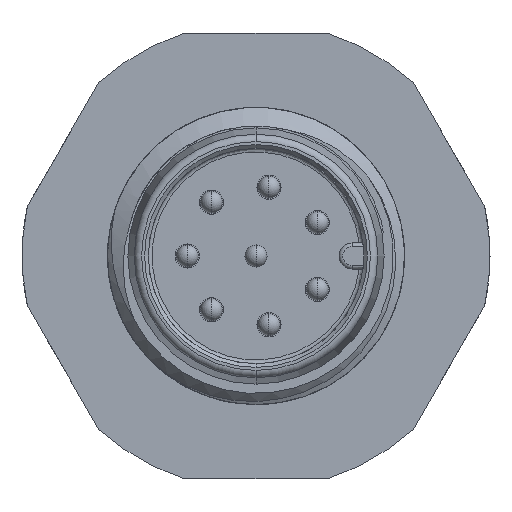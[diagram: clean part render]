
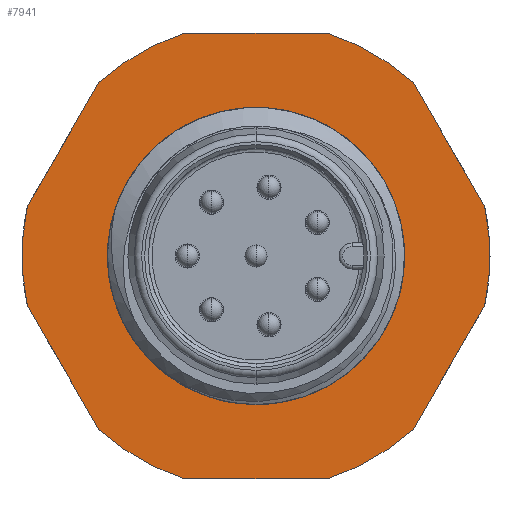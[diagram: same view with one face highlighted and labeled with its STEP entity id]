
A CAD part, left-side view. The second image highlights one B-rep face of the part: STEP entity #7941.
In plain terms, the highlighted planar face has unit normal (-1, 0, 0).
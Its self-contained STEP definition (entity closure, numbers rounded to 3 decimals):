
#4211=CARTESIAN_POINT('',(6.5,0.,0.));
#4212=DIRECTION('',(-1.,0.,0.));
#4213=DIRECTION('',(0.,0.,-1.));
#4214=AXIS2_PLACEMENT_3D('',#4211,#4212,#4213);
#4374=CARTESIAN_POINT('',(6.5,0.,0.));
#4375=DIRECTION('',(-1.,0.,0.));
#4376=DIRECTION('',(0.,-0.977,-0.212));
#4377=AXIS2_PLACEMENT_3D('',#4374,#4375,#4376);
#4379=DIRECTION('',(0.,-0.5,0.866));
#4380=VECTOR('',#4379,3.842);
#4381=CARTESIAN_POINT('',(6.5,-4.236,-4.664));
#4382=LINE('',#4381,#4380);
#4383=CARTESIAN_POINT('',(6.5,0.,0.));
#4384=DIRECTION('',(-1.,0.,0.));
#4385=DIRECTION('',(0.,-0.305,-0.952));
#4386=AXIS2_PLACEMENT_3D('',#4383,#4384,#4385);
#4388=DIRECTION('',(0.,-1.,0.));
#4389=VECTOR('',#4388,3.842);
#4390=CARTESIAN_POINT('',(6.5,1.921,-6.));
#4391=LINE('',#4390,#4389);
#4392=CARTESIAN_POINT('',(6.5,0.,0.));
#4393=DIRECTION('',(-1.,0.,0.));
#4394=DIRECTION('',(0.,0.672,-0.74));
#4395=AXIS2_PLACEMENT_3D('',#4392,#4393,#4394);
#4397=DIRECTION('',(0.,-0.5,-0.866));
#4398=VECTOR('',#4397,3.842);
#4399=CARTESIAN_POINT('',(6.5,6.157,-1.336));
#4400=LINE('',#4399,#4398);
#4401=CARTESIAN_POINT('',(6.5,0.,0.));
#4402=DIRECTION('',(-1.,0.,0.));
#4403=DIRECTION('',(0.,0.977,0.212));
#4404=AXIS2_PLACEMENT_3D('',#4401,#4402,#4403);
#4406=DIRECTION('',(0.,0.5,-0.866));
#4407=VECTOR('',#4406,3.842);
#4408=CARTESIAN_POINT('',(6.5,4.236,4.664));
#4409=LINE('',#4408,#4407);
#4410=CARTESIAN_POINT('',(6.5,0.,0.));
#4411=DIRECTION('',(-1.,0.,0.));
#4412=DIRECTION('',(0.,0.305,0.952));
#4413=AXIS2_PLACEMENT_3D('',#4410,#4411,#4412);
#4415=DIRECTION('',(0.,1.,0.));
#4416=VECTOR('',#4415,3.842);
#4417=CARTESIAN_POINT('',(6.5,-1.921,6.));
#4418=LINE('',#4417,#4416);
#4419=CARTESIAN_POINT('',(6.5,0.,0.));
#4420=DIRECTION('',(-1.,0.,0.));
#4421=DIRECTION('',(0.,-0.672,0.74));
#4422=AXIS2_PLACEMENT_3D('',#4419,#4420,#4421);
#4424=DIRECTION('',(0.,0.5,0.866));
#4425=VECTOR('',#4424,3.842);
#4426=CARTESIAN_POINT('',(6.5,-6.157,1.336));
#4427=LINE('',#4426,#4425);
#6867=CARTESIAN_POINT('',(6.5,0.,0.));
#6868=DIRECTION('',(-1.,0.,0.));
#6869=DIRECTION('',(0.,0.,1.));
#6870=AXIS2_PLACEMENT_3D('',#6867,#6868,#6869);
#6976=CARTESIAN_POINT('',(6.5,-6.157,-1.336));
#6977=CARTESIAN_POINT('',(6.5,-6.157,1.336));
#6978=VERTEX_POINT('',#6976);
#6979=VERTEX_POINT('',#6977);
#6980=CARTESIAN_POINT('',(6.5,-4.236,4.664));
#6981=VERTEX_POINT('',#6980);
#6982=CARTESIAN_POINT('',(6.5,-1.921,6.));
#6983=VERTEX_POINT('',#6982);
#6984=CARTESIAN_POINT('',(6.5,1.921,6.));
#6985=VERTEX_POINT('',#6984);
#6986=CARTESIAN_POINT('',(6.5,4.236,4.664));
#6987=VERTEX_POINT('',#6986);
#6988=CARTESIAN_POINT('',(6.5,6.157,1.336));
#6989=VERTEX_POINT('',#6988);
#6990=CARTESIAN_POINT('',(6.5,6.157,-1.336));
#6991=VERTEX_POINT('',#6990);
#6992=CARTESIAN_POINT('',(6.5,4.236,-4.664));
#6993=VERTEX_POINT('',#6992);
#6994=CARTESIAN_POINT('',(6.5,1.921,-6.));
#6995=VERTEX_POINT('',#6994);
#6996=CARTESIAN_POINT('',(6.5,-1.921,-6.));
#6997=VERTEX_POINT('',#6996);
#6998=CARTESIAN_POINT('',(6.5,-4.236,-4.664));
#6999=VERTEX_POINT('',#6998);
#7016=CARTESIAN_POINT('',(6.5,0.,4.));
#7018=VERTEX_POINT('',#7016);
#7029=CARTESIAN_POINT('',(6.5,0.,-4.));
#7030=VERTEX_POINT('',#7029);
#7905=CARTESIAN_POINT('',(6.5,0.,0.));
#7906=DIRECTION('',(-1.,0.,0.));
#7907=DIRECTION('',(0.,0.,-1.));
#7908=AXIS2_PLACEMENT_3D('',#7905,#7906,#7907);
#7909=PLANE('',#7908);
#7911=ORIENTED_EDGE('',*,*,#7910,.F.);
#7913=ORIENTED_EDGE('',*,*,#7912,.F.);
#7915=ORIENTED_EDGE('',*,*,#7914,.F.);
#7917=ORIENTED_EDGE('',*,*,#7916,.F.);
#7919=ORIENTED_EDGE('',*,*,#7918,.F.);
#7921=ORIENTED_EDGE('',*,*,#7920,.F.);
#7923=ORIENTED_EDGE('',*,*,#7922,.F.);
#7925=ORIENTED_EDGE('',*,*,#7924,.F.);
#7927=ORIENTED_EDGE('',*,*,#7926,.F.);
#7929=ORIENTED_EDGE('',*,*,#7928,.F.);
#7931=ORIENTED_EDGE('',*,*,#7930,.F.);
#7933=ORIENTED_EDGE('',*,*,#7932,.F.);
#7934=EDGE_LOOP('',(#7911,#7913,#7915,#7917,#7919,#7921,#7923,#7925,#7927,#7929,
#7931,#7933));
#7935=FACE_OUTER_BOUND('',#7934,.F.);
#7936=ORIENTED_EDGE('',*,*,#7868,.T.);
#7938=ORIENTED_EDGE('',*,*,#7937,.T.);
#7939=EDGE_LOOP('',(#7936,#7938));
#7940=FACE_BOUND('',#7939,.F.);
#4215=CIRCLE('',#4214,4.);
#4378=CIRCLE('',#4377,6.3);
#4387=CIRCLE('',#4386,6.3);
#4396=CIRCLE('',#4395,6.3);
#4405=CIRCLE('',#4404,6.3);
#4414=CIRCLE('',#4413,6.3);
#4423=CIRCLE('',#4422,6.3);
#6871=CIRCLE('',#6870,4.);
#7868=EDGE_CURVE('',#7030,#7018,#4215,.T.);
#7910=EDGE_CURVE('',#6978,#6979,#4378,.T.);
#7912=EDGE_CURVE('',#6999,#6978,#4382,.T.);
#7914=EDGE_CURVE('',#6997,#6999,#4387,.T.);
#7916=EDGE_CURVE('',#6995,#6997,#4391,.T.);
#7918=EDGE_CURVE('',#6993,#6995,#4396,.T.);
#7920=EDGE_CURVE('',#6991,#6993,#4400,.T.);
#7922=EDGE_CURVE('',#6989,#6991,#4405,.T.);
#7924=EDGE_CURVE('',#6987,#6989,#4409,.T.);
#7926=EDGE_CURVE('',#6985,#6987,#4414,.T.);
#7928=EDGE_CURVE('',#6983,#6985,#4418,.T.);
#7930=EDGE_CURVE('',#6981,#6983,#4423,.T.);
#7932=EDGE_CURVE('',#6979,#6981,#4427,.T.);
#7937=EDGE_CURVE('',#7018,#7030,#6871,.T.);
#7941=ADVANCED_FACE('',(#7935,#7940),#7909,.T.);
